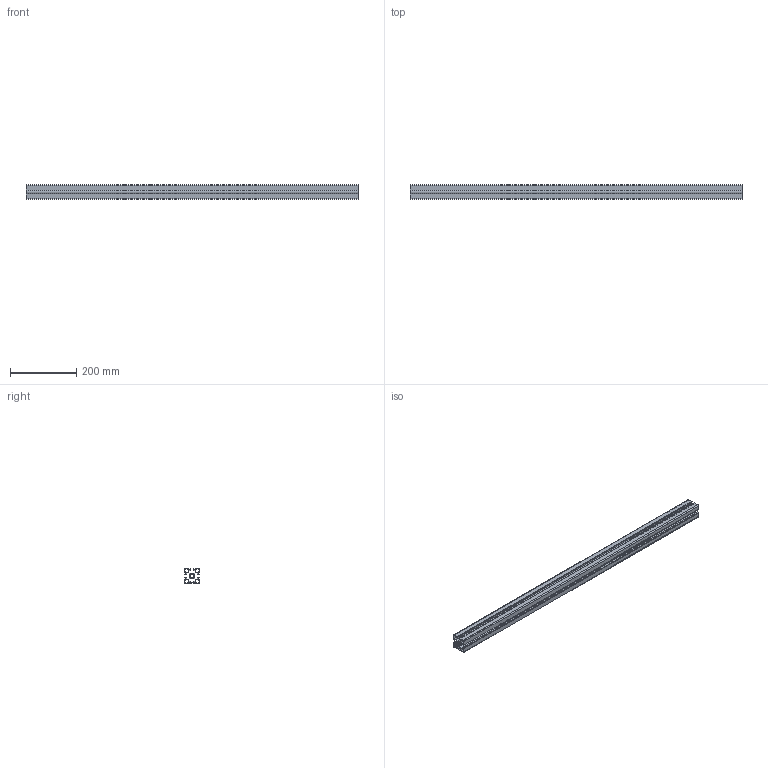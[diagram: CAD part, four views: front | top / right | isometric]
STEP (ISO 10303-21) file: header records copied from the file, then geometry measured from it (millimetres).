
FILE_DESCRIPTION(('STEP AP214'),'1');
FILE_NAME('cctmp_8C94DEEC-2C89-4C6B-BE65-7751B370A393_2020_1_20_8_38_18_527..stp','2020-01-20T07:38:18',('Bosch Rexroth AG'),('CADClick - www.CADClick.com'),'Spatial InterOp 3D',' ','unknown authorization - (Healing Option Enabled)');
FILE_SCHEMA(('AUTOMOTIVE_DESIGN'));
Length unit declared in the file: millimetre
Products named in the file (1): 2020_01_20__08-38-18-527
Bounding box: 1000 x 45 x 45 mm (x, y, z)
Volume: 614263.5 mm3; surface area: 639558 mm2
Topology: 1 solids, 1 shells, 130 faces, 384 edges, 256 vertices
Faces by surface type: plane 102, cylinder 28
Entity records: 5392 total; most frequent: CARTESIAN_POINT 771, ORIENTED_EDGE 768, DIRECTION 702, EDGE_CURVE 384, LINE 328, VECTOR 328, VERTEX_POINT 256, AXIS2_PLACEMENT_3D 187
